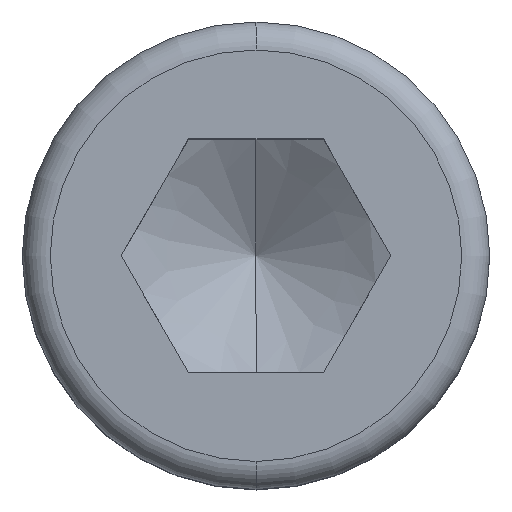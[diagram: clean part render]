
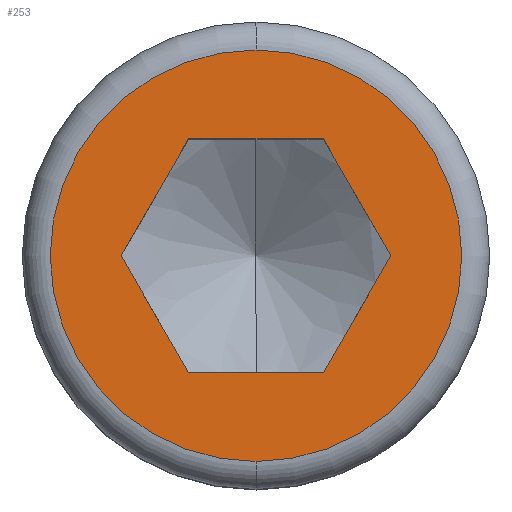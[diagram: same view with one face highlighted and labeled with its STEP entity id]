
A CAD part, top view. The second image highlights one B-rep face of the part: STEP entity #253.
In plain terms, the highlighted planar face has unit normal (0, 0, 1).
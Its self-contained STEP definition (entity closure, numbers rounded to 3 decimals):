
#173=VERTEX_POINT('',#412);
#177=EDGE_CURVE('',#279,#229,#416,.T.);
#189=EDGE_CURVE('',#283,#245,#429,.T.);
#213=EDGE_CURVE('',#229,#279,#455,.T.);
#229=VERTEX_POINT('',#471);
#237=EDGE_CURVE('',#245,#331,#480,.T.);
#245=VERTEX_POINT('',#489);
#251=VERTEX_POINT('',#496);
#253=ADVANCED_FACE('',(#498,#499),#500,.T.);
#255=EDGE_CURVE('',#311,#283,#502,.T.);
#279=VERTEX_POINT('',#527);
#283=VERTEX_POINT('',#531);
#299=EDGE_CURVE('',#173,#311,#551,.T.);
#311=VERTEX_POINT('',#565);
#331=VERTEX_POINT('',#587);
#339=EDGE_CURVE('',#331,#251,#596,.T.);
#351=EDGE_CURVE('',#251,#173,#610,.T.);
#412=CARTESIAN_POINT('',(1.443,-2.498,6.0));
#416=CIRCLE('',#689,4.4);
#429=LINE('',#714,#715);
#455=CIRCLE('',#768,4.4);
#471=CARTESIAN_POINT('',(0.,4.4,6.));
#480=LINE('',#799,#800);
#489=CARTESIAN_POINT('',(-1.443,2.498,6.0));
#496=CARTESIAN_POINT('',(2.885,0.,6.0));
#498=FACE_BOUND('',#819,.T.);
#499=FACE_OUTER_BOUND('',#820,.T.);
#500=PLANE('',#821);
#502=LINE('',#824,#825);
#527=CARTESIAN_POINT('',(0.,-4.4,6.));
#531=CARTESIAN_POINT('',(-2.885,0.,6.0));
#551=LINE('',#919,#920);
#565=CARTESIAN_POINT('',(-1.443,-2.498,6.0));
#587=CARTESIAN_POINT('',(1.443,2.498,6.0));
#596=LINE('',#988,#989);
#610=LINE('',#1004,#1005);
#689=AXIS2_PLACEMENT_3D('',#1068,#1069,#1070);
#714=CARTESIAN_POINT('',(-1.803,1.874,6.0));
#715=VECTOR('',#1086,1.0);
#768=AXIS2_PLACEMENT_3D('',#1111,#1112,#1113);
#799=CARTESIAN_POINT('',(0.721,2.498,6.0));
#800=VECTOR('',#1127,1.0);
#819=EDGE_LOOP('',(#1146,#1147,#1148,#1149,#1150,#1151));
#820=EDGE_LOOP('',(#1152,#1153));
#821=AXIS2_PLACEMENT_3D('',#1154,#1155,#1156);
#824=CARTESIAN_POINT('',(-2.524,-0.625,6.0));
#825=VECTOR('',#1157,1.0);
#919=CARTESIAN_POINT('',(-0.721,-2.498,6.0));
#920=VECTOR('',#1210,1.0);
#988=CARTESIAN_POINT('',(2.524,0.625,6.0));
#989=VECTOR('',#1261,1.0);
#1004=CARTESIAN_POINT('',(1.803,-1.874,6.0));
#1005=VECTOR('',#1277,1.0);
#1068=CARTESIAN_POINT('',(0.,0.,6.));
#1069=DIRECTION('',(0.,0.,1.0));
#1070=DIRECTION('',(-1.0,0.0,0.));
#1086=DIRECTION('',(0.5,0.866,0.0));
#1111=CARTESIAN_POINT('',(0.,0.,6.));
#1112=DIRECTION('',(0.,0.,1.0));
#1113=DIRECTION('',(-1.0,0.0,0.));
#1127=DIRECTION('',(1.0,0.0,0.0));
#1146=ORIENTED_EDGE('',*,*,#255,.T.);
#1147=ORIENTED_EDGE('',*,*,#189,.T.);
#1148=ORIENTED_EDGE('',*,*,#237,.T.);
#1149=ORIENTED_EDGE('',*,*,#339,.T.);
#1150=ORIENTED_EDGE('',*,*,#351,.T.);
#1151=ORIENTED_EDGE('',*,*,#299,.T.);
#1152=ORIENTED_EDGE('',*,*,#177,.T.);
#1153=ORIENTED_EDGE('',*,*,#213,.T.);
#1154=CARTESIAN_POINT('',(0.,-3.942,6.));
#1155=DIRECTION('',(0.,0.,1.0));
#1156=DIRECTION('',(0.,-1.0,0.));
#1157=DIRECTION('',(-0.5,0.866,0.0));
#1210=DIRECTION('',(-1.0,0.0,0.0));
#1261=DIRECTION('',(0.5,-0.866,0.0));
#1277=DIRECTION('',(-0.5,-0.866,0.0));
